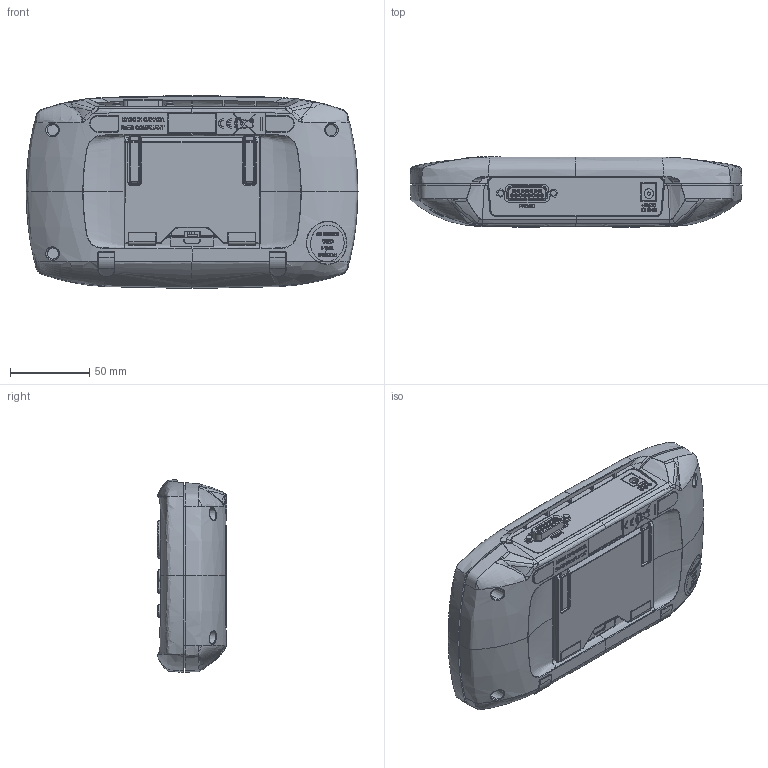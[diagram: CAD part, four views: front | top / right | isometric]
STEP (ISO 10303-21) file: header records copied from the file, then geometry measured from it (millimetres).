
FILE_DESCRIPTION (( 'STEP AP214' ), '1' );
FILE_NAME ('SK-9122 UNO.STEP', '2011-09-23T13:45:53', ( 'Ronald Vander Haeghe' ), ( 'Gentec-Electro-Optique Inc.' ), 'SwSTEP 2.0', 'SolidWorks 2008', '' );
FILE_SCHEMA (( 'AUTOMOTIVE_DESIGN' ));
Length unit declared in the file: millimetre
Products named in the file (1): SK-9122 UNO
Bounding box: 210 x 44.17 x 121.78 mm (x, y, z)
Surface area: 97788.6 mm2 (no closed solid volume)
Topology: 0 solids, 63 shells, 1090 faces, 5658 edges, 4548 vertices
Faces by surface type: plane 423, bspline 343, cylinder 228, cone 80, torus 15, sphere 1
Entity records: 116756 total; most frequent: CARTESIAN_POINT 67676, ORIENTED_EDGE 8299, EDGE_CURVE 5643, DIRECTION 5032, VERTEX_POINT 4548, B_SPLINE_CURVE_WITH_KNOTS 2631, VECTOR 2060, LINE 2060
